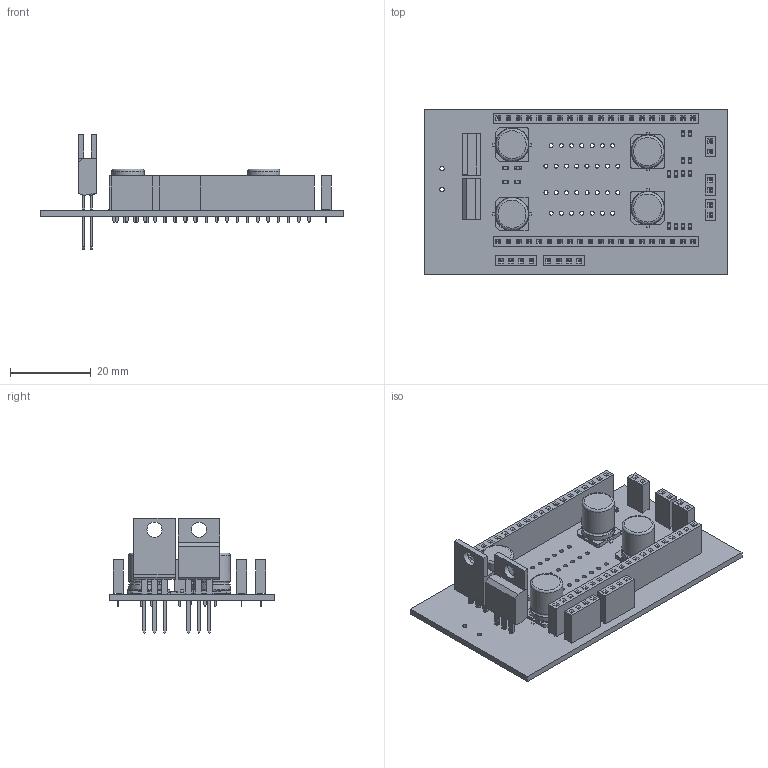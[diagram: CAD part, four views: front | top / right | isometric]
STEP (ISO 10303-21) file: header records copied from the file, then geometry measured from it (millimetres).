
FILE_DESCRIPTION(('KiCad electronic assembly'),'2;1');
FILE_NAME('ece-196-robot.step','2025-04-30T15:01:58',('Pcbnew'),('Kicad' ),'Open CASCADE STEP processor 7.8','KiCad to STEP converter', 'Unknown');
FILE_SCHEMA(('AUTOMOTIVE_DESIGN { 1 0 10303 214 1 1 1 1 }'));
Length unit declared in the file: millimetre
Products named in the file (10): ece-196-robot 1; C_Elec_8x10.2; D_0603_1608Metric; PinSocket_1x20_P2.54mm_Vertical; R_0603_1608Metric; PinSocket_1x04_P2.54mm_Vertical; LED_0603_1608Metric; TO-220-3_Vertical; PinSocket_1x02_P2.54mm_Vertical; ece-196-robot_PCB
Assembly tree (30 placements, depth 2):
  ece-196-robot 1
    C_Elec_8x10.2  x4
    D_0603_1608Metric  x12
    PinSocket_1x20_P2.54mm_Vertical  x2
    R_0603_1608Metric  x2
    PinSocket_1x04_P2.54mm_Vertical  x2
    LED_0603_1608Metric  x2
    TO-220-3_Vertical  x2
    PinSocket_1x02_P2.54mm_Vertical  x3
    ece-196-robot_PCB
Bounding box: 75.25 x 41 x 28.52 mm (x, y, z)
Volume: 10362.6 mm3; surface area: 14541 mm2
Topology: 34 solids, 34 shells, 2452 faces, 6494 edges, 4236 vertices
Faces by surface type: plane 2094, cylinder 338, torus 8, bspline 8, revolution 4
Full cylindrical faces by diameter (mm): 0.02 x4, 1 x84, 1.1 x8, 3.735 x2, 8 x8
Entity records: 41243 total; most frequent: CARTESIAN_POINT 5695, ORIENTED_EDGE 5346, DIRECTION 4997, EDGE_CURVE 2673, LINE 2396, VECTOR 2396, VERTEX_POINT 1740, AXIS2_PLACEMENT_3D 1300
